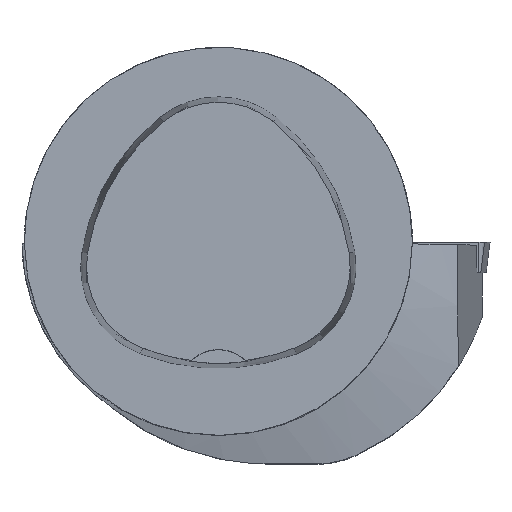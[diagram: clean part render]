
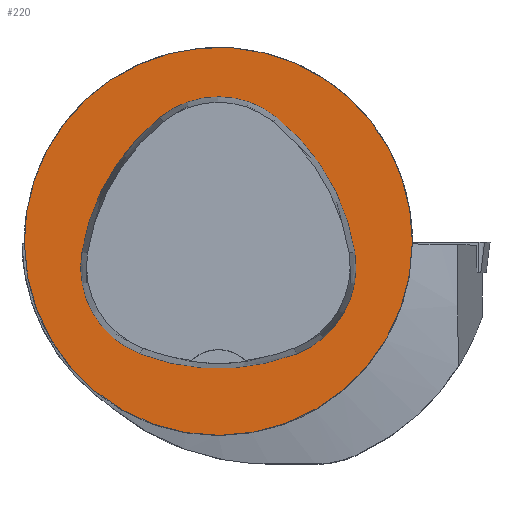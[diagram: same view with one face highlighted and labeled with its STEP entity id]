
A CAD part, top view. The second image highlights one B-rep face of the part: STEP entity #220.
In plain terms, the highlighted planar face has unit normal (0, 0, 1).
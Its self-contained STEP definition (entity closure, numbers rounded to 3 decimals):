
#220=ADVANCED_FACE('',(#433,#434),#264,.T.);
#264=PLANE('',#1246);
#433=FACE_BOUND('',#490,.T.);
#434=FACE_BOUND('',#491,.T.);
#490=EDGE_LOOP('',(#703,#704,#705,#706,#707,#708));
#491=EDGE_LOOP('',(#709));
#703=ORIENTED_EDGE('',*,*,#1016,.F.);
#704=ORIENTED_EDGE('',*,*,#1011,.F.);
#705=ORIENTED_EDGE('',*,*,#1006,.F.);
#706=ORIENTED_EDGE('',*,*,#1003,.F.);
#707=ORIENTED_EDGE('',*,*,#1000,.F.);
#708=ORIENTED_EDGE('',*,*,#996,.F.);
#709=ORIENTED_EDGE('',*,*,#986,.T.);
#871=VERTEX_POINT('',#1917);
#880=VERTEX_POINT('',#1937);
#881=VERTEX_POINT('',#1938);
#884=VERTEX_POINT('',#1946);
#886=VERTEX_POINT('',#1952);
#888=VERTEX_POINT('',#1958);
#892=VERTEX_POINT('',#1971);
#986=EDGE_CURVE('',#871,#871,#1061,.T.);
#996=EDGE_CURVE('',#880,#881,#1062,.T.);
#1000=EDGE_CURVE('',#881,#884,#1064,.T.);
#1003=EDGE_CURVE('',#884,#886,#1066,.T.);
#1006=EDGE_CURVE('',#886,#888,#1068,.T.);
#1011=EDGE_CURVE('',#888,#892,#1071,.T.);
#1016=EDGE_CURVE('',#892,#880,#1074,.T.);
#1061=CIRCLE('',#1217,25.);
#1062=CIRCLE('',#1224,28.);
#1064=CIRCLE('',#1227,12.);
#1066=CIRCLE('',#1230,28.);
#1068=CIRCLE('',#1233,12.);
#1071=CIRCLE('',#1237,28.);
#1074=CIRCLE('',#1241,12.);
#1217=AXIS2_PLACEMENT_3D('',#1916,#1442,#1443);
#1224=AXIS2_PLACEMENT_3D('',#1936,#1460,#1461);
#1227=AXIS2_PLACEMENT_3D('',#1945,#1468,#1469);
#1230=AXIS2_PLACEMENT_3D('',#1951,#1475,#1476);
#1233=AXIS2_PLACEMENT_3D('',#1957,#1482,#1483);
#1237=AXIS2_PLACEMENT_3D('',#1970,#1491,#1492);
#1241=AXIS2_PLACEMENT_3D('',#1983,#1500,#1501);
#1246=AXIS2_PLACEMENT_3D('',#1988,#1510,#1511);
#1442=DIRECTION('',(0.,0.,1.));
#1443=DIRECTION('',(1.,0.,0.));
#1460=DIRECTION('',(0.,0.,1.));
#1461=DIRECTION('',(1.,0.,0.));
#1468=DIRECTION('',(0.,0.,1.));
#1469=DIRECTION('',(1.,0.,0.));
#1475=DIRECTION('',(0.,0.,1.));
#1476=DIRECTION('',(1.,0.,0.));
#1482=DIRECTION('',(0.,0.,1.));
#1483=DIRECTION('',(1.,0.,0.));
#1491=DIRECTION('',(0.,0.,1.));
#1492=DIRECTION('',(1.,0.,0.));
#1500=DIRECTION('',(0.,0.,1.));
#1501=DIRECTION('',(1.,0.,0.));
#1510=DIRECTION('',(0.,0.,1.));
#1511=DIRECTION('',(-1.,0.,0.));
#1916=CARTESIAN_POINT('',(0.,0.,0.));
#1917=CARTESIAN_POINT('',(25.,0.,0.));
#1936=CARTESIAN_POINT('',(-10.068,-5.824,0.));
#1937=CARTESIAN_POINT('',(17.584,-1.424,0.));
#1938=CARTESIAN_POINT('',(7.531,15.953,0.));
#1945=CARTESIAN_POINT('',(-0.011,6.62,0.));
#1946=CARTESIAN_POINT('',(-7.567,15.942,0.));
#1951=CARTESIAN_POINT('',(10.063,-5.81,0.));
#1952=CARTESIAN_POINT('',(-17.59,-1.418,0.));
#1957=CARTESIAN_POINT('',(-5.739,-3.3,0.));
#1958=CARTESIAN_POINT('',(-10.05,-14.499,0.));
#1970=CARTESIAN_POINT('',(0.01,11.631,0.));
#1971=CARTESIAN_POINT('',(10.025,-14.516,0.));
#1983=CARTESIAN_POINT('',(5.733,-3.31,0.));
#1988=CARTESIAN_POINT('',(0.,0.,0.));
